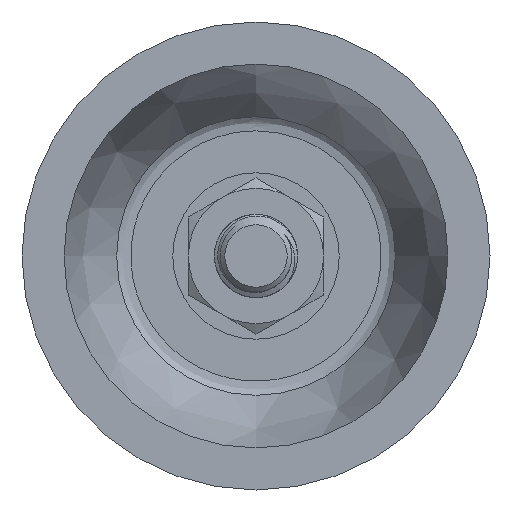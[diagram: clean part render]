
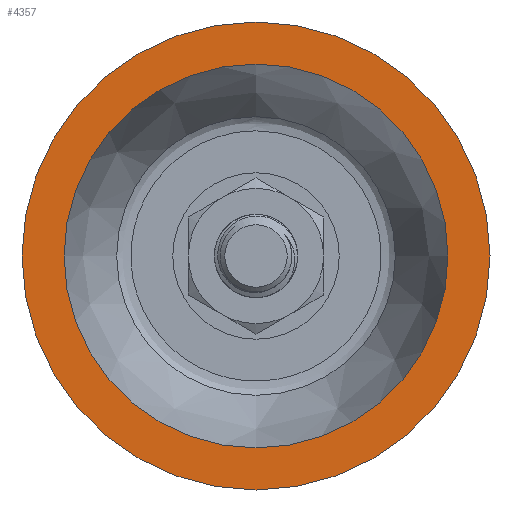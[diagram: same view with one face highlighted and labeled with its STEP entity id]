
A CAD part, front view. The second image highlights one B-rep face of the part: STEP entity #4357.
In plain terms, the highlighted planar face has unit normal (0, -1, 0).
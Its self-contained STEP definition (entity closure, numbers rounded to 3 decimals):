
#570 = EDGE_LOOP ( 'NONE', ( #6076 ) ) ;
#1861 = CARTESIAN_POINT ( 'NONE',  ( -2.25, 0., 0. ) ) ;
#3963 = VERTEX_POINT ( 'NONE', #7293 ) ;
#4112 = DIRECTION ( 'NONE',  ( 0., 0., -1. ) ) ;
#4357 = ADVANCED_FACE ( 'NONE', ( #10338, #5177 ), #13789, .T. ) ;
#4807 = DIRECTION ( 'NONE',  ( 0., 1., 0. ) ) ;
#5005 = CARTESIAN_POINT ( 'NONE',  ( 0., 0., 0. ) ) ;
#5177 = FACE_OUTER_BOUND ( 'NONE', #13221, .T. ) ;
#6076 = ORIENTED_EDGE ( 'NONE', *, *, #8566, .T. ) ;
#6100 = CIRCLE ( 'NONE', #8138, 18.457 ) ;
#7293 = CARTESIAN_POINT ( 'NONE',  ( 0., 0., 22.5 ) ) ;
#7374 = AXIS2_PLACEMENT_3D ( 'NONE', #1861, #13645, #4112 ) ;
#8065 = DIRECTION ( 'NONE',  ( 0., 0., 1. ) ) ;
#8138 = AXIS2_PLACEMENT_3D ( 'NONE', #5005, #4807, #8065 ) ;
#8566 = EDGE_CURVE ( 'NONE', #10264, #10264, #6100, .T. ) ;
#8628 = DIRECTION ( 'NONE',  ( 0., 1., 0. ) ) ;
#9260 = CIRCLE ( 'NONE', #11061, 22.5 ) ;
#10122 = EDGE_CURVE ( 'NONE', #3963, #3963, #9260, .T. ) ;
#10264 = VERTEX_POINT ( 'NONE', #11595 ) ;
#10338 = FACE_BOUND ( 'NONE', #570, .T. ) ;
#11061 = AXIS2_PLACEMENT_3D ( 'NONE', #12996, #8628, #13208 ) ;
#11595 = CARTESIAN_POINT ( 'NONE',  ( 0., 0., 18.457 ) ) ;
#12996 = CARTESIAN_POINT ( 'NONE',  ( 0., 0., 0. ) ) ;
#13208 = DIRECTION ( 'NONE',  ( 0., 0., 1. ) ) ;
#13221 = EDGE_LOOP ( 'NONE', ( #13847 ) ) ;
#13645 = DIRECTION ( 'NONE',  ( 0., -1., 0. ) ) ;
#13789 = PLANE ( 'NONE',  #7374 ) ;
#13847 = ORIENTED_EDGE ( 'NONE', *, *, #10122, .F. ) ;
